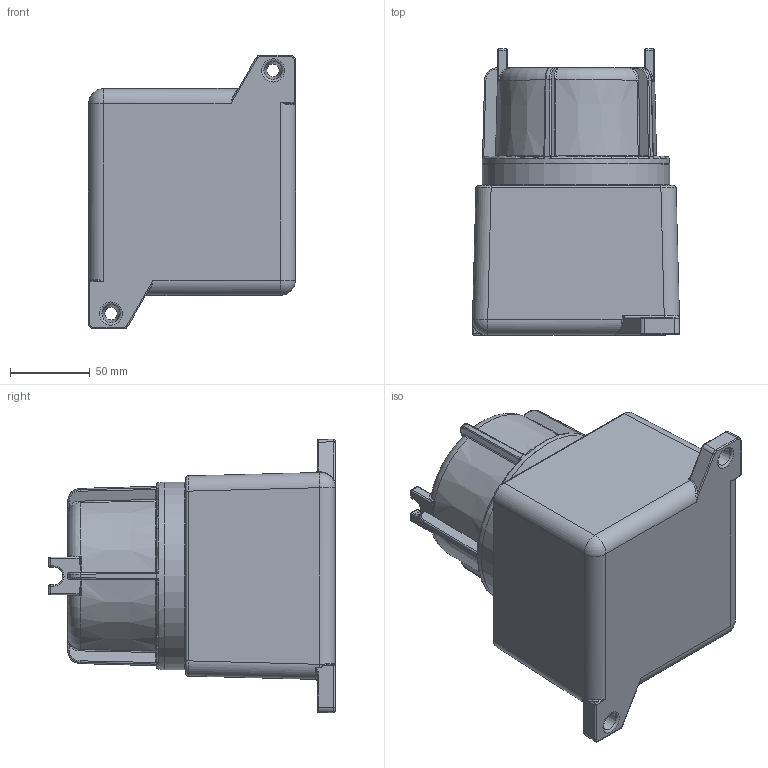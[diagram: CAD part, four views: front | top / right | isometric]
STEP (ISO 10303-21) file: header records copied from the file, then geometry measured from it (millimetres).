
FILE_DESCRIPTION(/* description */ ('GRB BOX WITH 2GRBD DOME COVER'),/* implementation_level */ '2;1');
FILE_NAME(/* name */ 'KIL_2GRB.stp',/* time_stamp */ '2017-12-19T11:54:02+05:00',/* author */ ('ypadmaraja'),/* organization */ (''),/* preprocessor_version */ 'ST-DEVELOPER v16.13',/* originating_system */ 'Autodesk Inventor 2018',/* authorisation */ '');
FILE_SCHEMA (('AUTOMOTIVE_DESIGN { 1 0 10303 214 3 1 1 }'));
Products named in the file (3): 2GRB; 17793; 17795
Assembly tree (2 placements, depth 2):
  2GRB
    17793
    17795
Bounding box: 129.76 x 179.42 x 171.41 mm (x, y, z)
Volume: 948705.2 mm3; surface area: 200320.7 mm2
Topology: 2 solids, 2 shells, 1615 faces, 4228 edges, 2709 vertices
Faces by surface type: plane 811, bspline 569, cylinder 147, sphere 37, torus 30, cone 21
Full cylindrical faces by diameter (mm): 2.184 x4, 3.302 x2, 76.2 x1, 99.543 x1, 100.101 x1, 103.073 x1, 110.338 x1, 117.475 x1
Entity records: 55477 total; most frequent: CARTESIAN_POINT 19429, ORIENTED_EDGE 8318, DIRECTION 5699, EDGE_CURVE 4159, VERTEX_POINT 2694, LINE 2603, VECTOR 2603, EDGE_LOOP 1767
